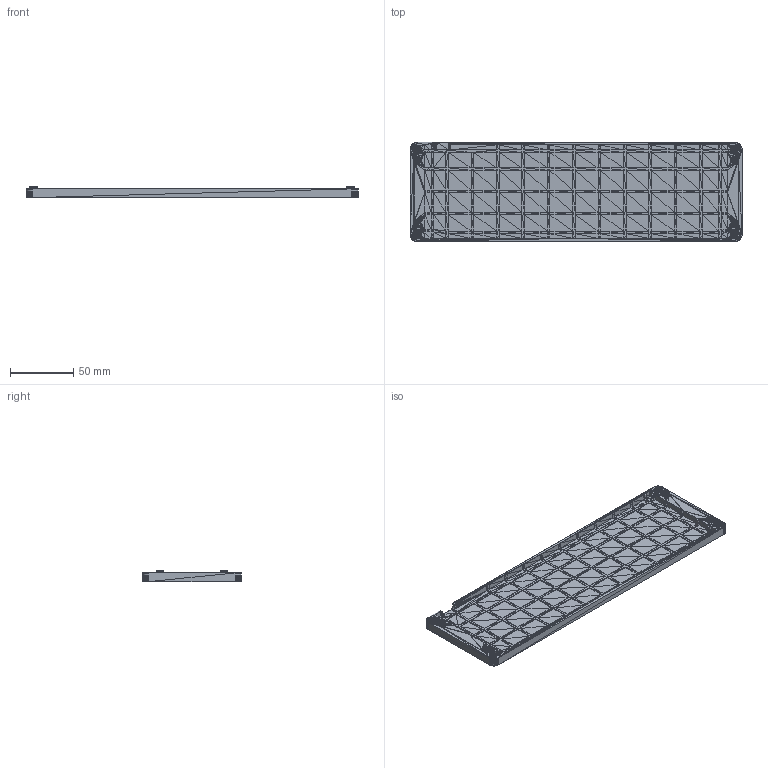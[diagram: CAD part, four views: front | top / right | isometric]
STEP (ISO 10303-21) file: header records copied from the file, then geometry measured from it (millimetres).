
FILE_DESCRIPTION(/* description */ (''),/* implementation_level */ '2;1');
FILE_NAME(/* name */ 'bottom_lite.step',/* time_stamp */ '2024-05-15T22:25:32+09:00',/* author */ (''),/* organization */ (''),/* preprocessor_version */ 'ST-DEVELOPER v20',/* originating_system */ 'Autodesk Translation Framework v12.20.1.177',/* authorisation */ '');
FILE_SCHEMA (('AUTOMOTIVE_DESIGN { 1 0 10303 214 3 1 1 }'));
Length unit declared in the file: millimetre
Products named in the file (1): (未保存)
Bounding box: 261.47 x 77.96 x 8.9 mm (x, y, z)
Volume: 56027.3 mm3; surface area: 50530.9 mm2
Topology: 1 solids, 1 shells, 3134 faces, 4700 edges, 1568 vertices
Faces by surface type: plane 3134
Entity records: 61149 total; most frequent: DIRECTION 10970, CARTESIAN_POINT 9403, ORIENTED_EDGE 9400, LINE 4700, VECTOR 4700, EDGE_CURVE 4700, AXIS2_PLACEMENT_3D 3135, FACE_OUTER_BOUND 3134
